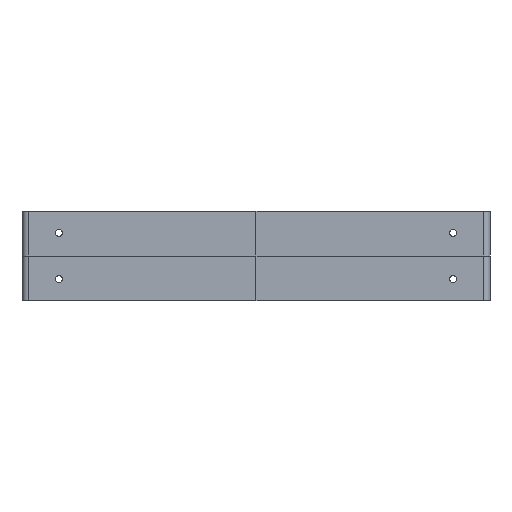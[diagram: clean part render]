
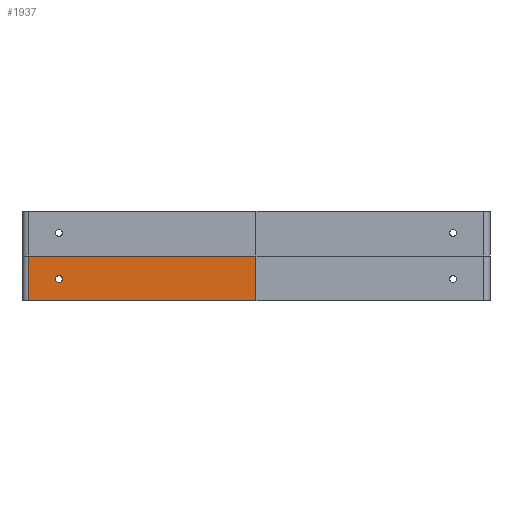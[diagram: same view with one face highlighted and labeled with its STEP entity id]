
A CAD part, left-side view. The second image highlights one B-rep face of the part: STEP entity #1937.
In plain terms, the highlighted planar face has unit normal (-1, 0, 0).
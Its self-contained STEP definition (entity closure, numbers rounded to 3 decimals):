
#1420=CARTESIAN_POINT('',(-80.,129.,430.5));
#1421=VERTEX_POINT('',#1420);
#1429=CARTESIAN_POINT('',(-80.,26.,430.5));
#1430=VERTEX_POINT('',#1429);
#1431=CARTESIAN_POINT('',(-80.,129.,430.5));
#1432=DIRECTION('',(0.,-1.,0.));
#1433=VECTOR('',#1432,103.);
#1434=LINE('',#1431,#1433);
#1435=EDGE_CURVE('',#1421,#1430,#1434,.T.);
#1590=CARTESIAN_POINT('',(-80.,26.,410.25));
#1591=VERTEX_POINT('',#1590);
#1592=CARTESIAN_POINT('',(-80.,26.,410.25));
#1593=DIRECTION('',(0.,0.,1.));
#1594=VECTOR('',#1593,20.25);
#1595=LINE('',#1592,#1594);
#1596=EDGE_CURVE('',#1591,#1430,#1595,.T.);
#1720=CARTESIAN_POINT('',(-80.,129.,410.25));
#1721=VERTEX_POINT('',#1720);
#1722=CARTESIAN_POINT('',(-80.,129.,410.25));
#1723=DIRECTION('',(0.,-1.,0.));
#1724=VECTOR('',#1723,103.);
#1725=LINE('',#1722,#1724);
#1726=EDGE_CURVE('',#1721,#1591,#1725,.T.);
#1910=CARTESIAN_POINT('',(-80.,52.,410.));
#1911=DIRECTION('',(-1.,-0.,0.));
#1912=DIRECTION('',(-0.,1.,0.));
#1913=AXIS2_PLACEMENT_3D('',#1910,#1911,#1912);
#1914=PLANE('',#1913);
#1915=ORIENTED_EDGE('',*,*,#1596,.T.);
#1916=ORIENTED_EDGE('',*,*,#1435,.F.);
#1917=CARTESIAN_POINT('',(-80.,129.,430.5));
#1918=DIRECTION('',(-0.,-0.,-1.));
#1919=VECTOR('',#1918,20.25);
#1920=LINE('',#1917,#1919);
#1921=EDGE_CURVE('',#1421,#1721,#1920,.T.);
#1922=ORIENTED_EDGE('',*,*,#1921,.T.);
#1923=ORIENTED_EDGE('',*,*,#1726,.T.);
#1924=EDGE_LOOP('',(#1915,#1916,#1922,#1923));
#1925=FACE_BOUND('',#1924,.T.);
#1926=CARTESIAN_POINT('',(-80.,116.9,420.));
#1927=VERTEX_POINT('',#1926);
#1928=CARTESIAN_POINT('',(-80.,115.3,420.));
#1929=DIRECTION('',(-1.,-0.,0.));
#1930=DIRECTION('',(-0.,1.,0.));
#1931=AXIS2_PLACEMENT_3D('',#1928,#1929,#1930);
#1932=CIRCLE('',#1931,1.6);
#1933=EDGE_CURVE('',#1927,#1927,#1932,.T.);
#1934=ORIENTED_EDGE('',*,*,#1933,.F.);
#1935=EDGE_LOOP('',(#1934));
#1936=FACE_BOUND('',#1935,.T.);
#1937=ADVANCED_FACE('',(#1925,#1936),#1914,.T.);
